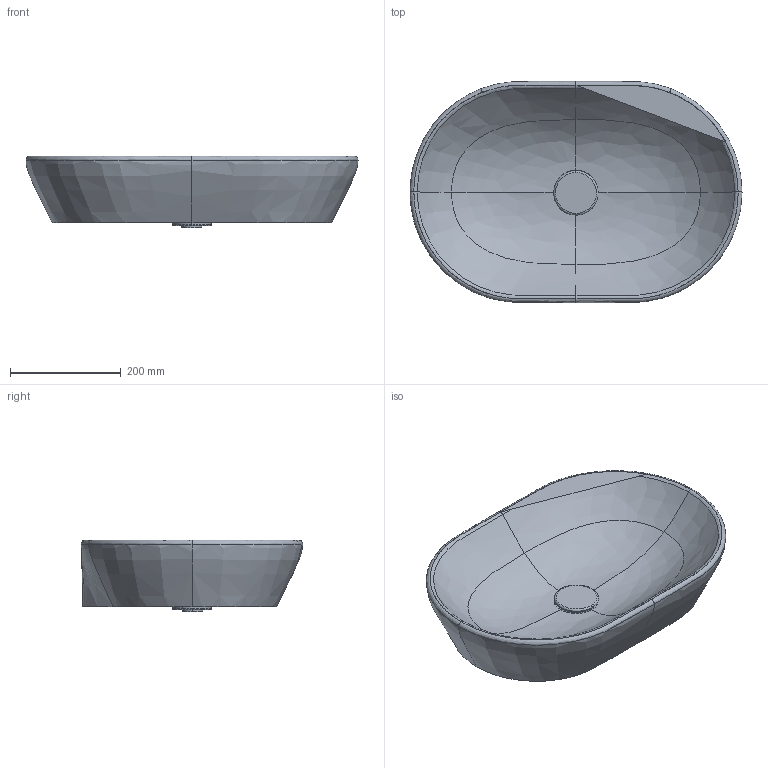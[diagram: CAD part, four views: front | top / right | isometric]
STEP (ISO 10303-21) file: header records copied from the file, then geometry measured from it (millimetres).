
FILE_DESCRIPTION(/* description */ (''),/* implementation_level */ '2;1');
FILE_NAME(/* name */ '237260',/* time_stamp */ '2021-06-24T08:26:00+02:00',/* author */ (''),/* organization */ (''),/* preprocessor_version */ 'ST-DEVELOPER v15',/* originating_system */ '',/* authorisation */ '');
FILE_SCHEMA (('AUTOMOTIVE_DESIGN'));
Length unit declared in the file: millimetre
Products named in the file (1): Document
Bounding box: 600 x 400 x 129.46 mm (x, y, z)
Volume: 8888005.3 mm3; surface area: 628260.9 mm2
Topology: 3 solids, 3 shells, 129 faces, 284 edges, 161 vertices
Faces by surface type: bspline 105, plane 24
Entity records: 38826 total; most frequent: CARTESIAN_POINT 37064, ORIENTED_EDGE 568, EDGE_CURVE 284, B_SPLINE_CURVE_WITH_KNOTS 187, VERTEX_POINT 161, EDGE_LOOP 133, ADVANCED_FACE 129, FACE_OUTER_BOUND 129
